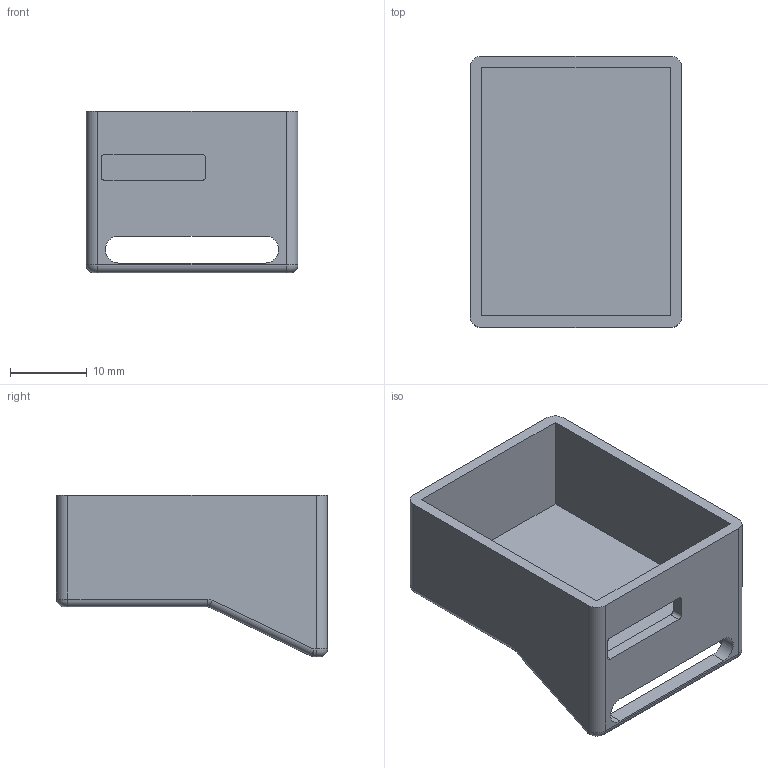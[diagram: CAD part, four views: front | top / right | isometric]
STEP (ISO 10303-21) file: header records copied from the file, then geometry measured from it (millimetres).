
FILE_DESCRIPTION(('STEP AP242'), '1');
FILE_NAME('tester_bottom', '', ('UNSPECIFIED'), ('UNSPECIFIED'), 'C3D Converter', 'C3D Toolkit', '');
FILE_SCHEMA(('AP242_MANAGED_MODEL_BASED_3D_ENGINEERING_MIM_LF { 1 0 10303 442 1 1 4 }'));
Length unit declared in the file: millimetre
Bounding box: 27.6 x 35.3 x 21 mm (x, y, z)
Volume: 4010.4 mm3; surface area: 5567.6 mm2
Topology: 1 solids, 1 shells, 81 faces, 196 edges, 114 vertices
Faces by surface type: cylinder 30, plane 25, bspline 18, torus 8
Entity records: 3333 total; most frequent: CARTESIAN_POINT 1535, ORIENTED_EDGE 384, DIRECTION 344, EDGE_CURVE 192, AXIS2_PLACEMENT_3D 126, VERTEX_POINT 114, LINE 92, VECTOR 92
